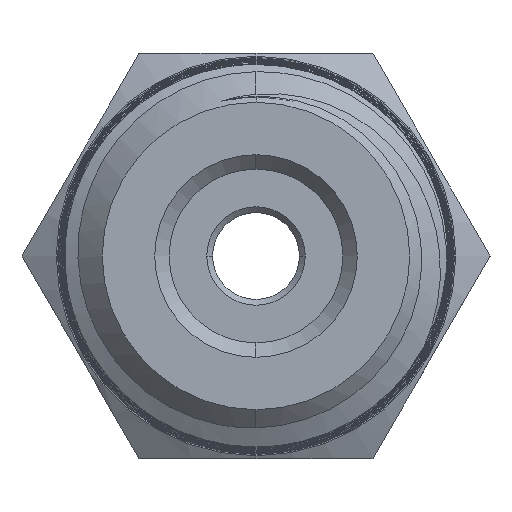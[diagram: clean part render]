
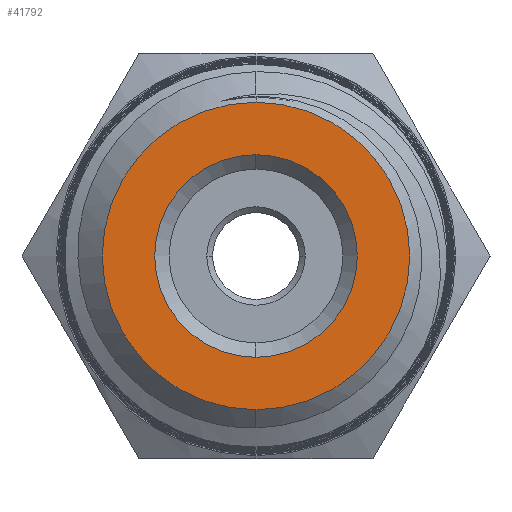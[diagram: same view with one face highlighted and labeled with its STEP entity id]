
A CAD part, front view. The second image highlights one B-rep face of the part: STEP entity #41792.
In plain terms, the highlighted planar face has unit normal (0, -1, 0).
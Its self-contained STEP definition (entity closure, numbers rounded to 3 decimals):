
#2386 = FACE_OUTER_BOUND ( 'NONE', #13137, .T. ) ;
#4267 = DIRECTION ( 'NONE',  ( 0., 1., 0. ) ) ;
#4375 = AXIS2_PLACEMENT_3D ( 'NONE', #20960, #46437, #24616 ) ;
#5831 = DIRECTION ( 'NONE',  ( 0., 0., -1. ) ) ;
#6290 = CARTESIAN_POINT ( 'NONE',  ( 0., -11.5, -3.5 ) ) ;
#8865 = DIRECTION ( 'NONE',  ( 0., -1., 0. ) ) ;
#9478 = CIRCLE ( 'NONE', #13932, 3.5 ) ;
#12123 = FACE_BOUND ( 'NONE', #24845, .T. ) ;
#13047 = PLANE ( 'NONE',  #28566 ) ;
#13080 = CIRCLE ( 'NONE', #15378, 3.5 ) ;
#13137 = EDGE_LOOP ( 'NONE', ( #36480, #23899 ) ) ;
#13932 = AXIS2_PLACEMENT_3D ( 'NONE', #38378, #16560, #42041 ) ;
#15378 = AXIS2_PLACEMENT_3D ( 'NONE', #26164, #4267, #29849 ) ;
#16560 = DIRECTION ( 'NONE',  ( 0., 1., 0. ) ) ;
#17137 = ORIENTED_EDGE ( 'NONE', *, *, #34068, .T. ) ;
#19563 = CIRCLE ( 'NONE', #4375, 5.31 ) ;
#20960 = CARTESIAN_POINT ( 'NONE',  ( 0., -11.5, 0. ) ) ;
#22623 = CARTESIAN_POINT ( 'NONE',  ( 0., -11.5, 5.31 ) ) ;
#22634 = VERTEX_POINT ( 'NONE', #6290 ) ;
#23899 = ORIENTED_EDGE ( 'NONE', *, *, #33847, .T. ) ;
#24616 = DIRECTION ( 'NONE',  ( 0., 0., 1. ) ) ;
#24845 = EDGE_LOOP ( 'NONE', ( #44731, #17137 ) ) ;
#25837 = EDGE_CURVE ( 'NONE', #22634, #34257, #13080, .T. ) ;
#26164 = CARTESIAN_POINT ( 'NONE',  ( 0., -11.5, 0. ) ) ;
#27744 = DIRECTION ( 'NONE',  ( 0., -1., 0. ) ) ;
#28566 = AXIS2_PLACEMENT_3D ( 'NONE', #42203, #27744, #5831 ) ;
#29849 = DIRECTION ( 'NONE',  ( 0., 0., -1. ) ) ;
#30746 = CARTESIAN_POINT ( 'NONE',  ( 0., -11.5, 0. ) ) ;
#33498 = VERTEX_POINT ( 'NONE', #22623 ) ;
#33847 = EDGE_CURVE ( 'NONE', #47301, #33498, #47136, .T. ) ;
#34068 = EDGE_CURVE ( 'NONE', #34257, #22634, #9478, .T. ) ;
#34257 = VERTEX_POINT ( 'NONE', #35049 ) ;
#34416 = DIRECTION ( 'NONE',  ( 0., 0., 1. ) ) ;
#35049 = CARTESIAN_POINT ( 'NONE',  ( 0., -11.5, 3.5 ) ) ;
#36480 = ORIENTED_EDGE ( 'NONE', *, *, #47332, .F. ) ;
#38378 = CARTESIAN_POINT ( 'NONE',  ( 0., -11.5, 0. ) ) ;
#38968 = CARTESIAN_POINT ( 'NONE',  ( 0., -11.5, -5.31 ) ) ;
#41792 = ADVANCED_FACE ( 'NONE', ( #12123, #2386 ), #13047, .T. ) ;
#42041 = DIRECTION ( 'NONE',  ( 0., 0., -1. ) ) ;
#42203 = CARTESIAN_POINT ( 'NONE',  ( 0., -11.5, 0. ) ) ;
#44731 = ORIENTED_EDGE ( 'NONE', *, *, #25837, .T. ) ;
#46437 = DIRECTION ( 'NONE',  ( 0., 1., 0. ) ) ;
#46570 = AXIS2_PLACEMENT_3D ( 'NONE', #30746, #8865, #34416 ) ;
#47136 = CIRCLE ( 'NONE', #46570, 5.31 ) ;
#47301 = VERTEX_POINT ( 'NONE', #38968 ) ;
#47332 = EDGE_CURVE ( 'NONE', #47301, #33498, #19563, .T. ) ;
